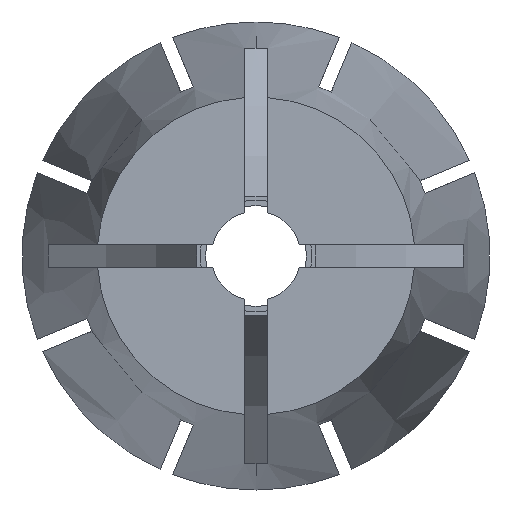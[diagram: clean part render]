
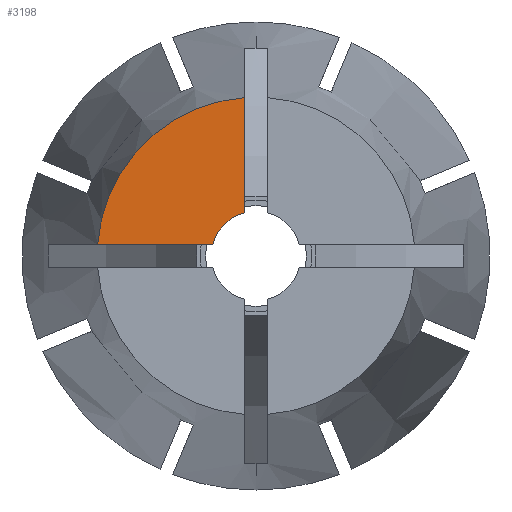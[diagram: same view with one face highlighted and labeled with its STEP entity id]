
A CAD part, left-side view. The second image highlights one B-rep face of the part: STEP entity #3198.
In plain terms, the highlighted planar face has unit normal (-1, 0, 0).
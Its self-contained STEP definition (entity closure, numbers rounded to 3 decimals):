
#3 = VERTEX_POINT ( 'NONE', #1063 ) ;
#59 = AXIS2_PLACEMENT_3D ( 'NONE', #1706, #1468, #1442 ) ;
#262 = CIRCLE ( 'NONE', #59, 2. ) ;
#460 = VECTOR ( 'NONE', #1411, 1000. ) ;
#478 = CARTESIAN_POINT ( 'NONE',  ( -31.5, 0.5, 0. ) ) ;
#708 = ORIENTED_EDGE ( 'NONE', *, *, #3872, .F. ) ;
#763 = ORIENTED_EDGE ( 'NONE', *, *, #1122, .T. ) ;
#931 = CARTESIAN_POINT ( 'NONE',  ( -31.5, 0., 0. ) ) ;
#1063 = CARTESIAN_POINT ( 'NONE',  ( -31.5, 0.5, 1.936 ) ) ;
#1068 = CARTESIAN_POINT ( 'NONE',  ( -31.5, 0.5, 7.073 ) ) ;
#1122 = EDGE_CURVE ( 'NONE', #3, #2892, #4050, .T. ) ;
#1137 = DIRECTION ( 'NONE',  ( 0., 0., 1. ) ) ;
#1211 = EDGE_CURVE ( 'NONE', #1475, #3, #262, .T. ) ;
#1258 = DIRECTION ( 'NONE',  ( 0., 0., -1. ) ) ;
#1334 = LINE ( 'NONE', #3045, #460 ) ;
#1400 = FACE_OUTER_BOUND ( 'NONE', #1829, .T. ) ;
#1411 = DIRECTION ( 'NONE',  ( 0., 1., 0. ) ) ;
#1442 = DIRECTION ( 'NONE',  ( 0., 0., -1. ) ) ;
#1468 = DIRECTION ( 'NONE',  ( 1., 0., 0. ) ) ;
#1475 = VERTEX_POINT ( 'NONE', #1498 ) ;
#1498 = CARTESIAN_POINT ( 'NONE',  ( -31.5, 1.936, 0.5 ) ) ;
#1537 = CARTESIAN_POINT ( 'NONE',  ( -31.5, -7.091, 0. ) ) ;
#1706 = CARTESIAN_POINT ( 'NONE',  ( -31.5, 0., 0. ) ) ;
#1829 = EDGE_LOOP ( 'NONE', ( #3494, #763, #1849, #708 ) ) ;
#1849 = ORIENTED_EDGE ( 'NONE', *, *, #2306, .F. ) ;
#1874 = PLANE ( 'NONE',  #3069 ) ;
#2206 = DIRECTION ( 'NONE',  ( 0., 0., 1. ) ) ;
#2306 = EDGE_CURVE ( 'NONE', #2439, #2892, #3215, .T. ) ;
#2422 = AXIS2_PLACEMENT_3D ( 'NONE', #931, #3223, #1258 ) ;
#2439 = VERTEX_POINT ( 'NONE', #2733 ) ;
#2733 = CARTESIAN_POINT ( 'NONE',  ( -31.5, 7.073, 0.5 ) ) ;
#2892 = VERTEX_POINT ( 'NONE', #1068 ) ;
#2960 = VECTOR ( 'NONE', #1137, 1000. ) ;
#3045 = CARTESIAN_POINT ( 'NONE',  ( -31.5, -7.091, 0.5 ) ) ;
#3069 = AXIS2_PLACEMENT_3D ( 'NONE', #1537, #4192, #2206 ) ;
#3198 = ADVANCED_FACE ( 'NONE', ( #1400 ), #1874, .T. ) ;
#3215 = CIRCLE ( 'NONE', #2422, 7.091 ) ;
#3223 = DIRECTION ( 'NONE',  ( 1., 0., 0. ) ) ;
#3494 = ORIENTED_EDGE ( 'NONE', *, *, #1211, .T. ) ;
#3872 = EDGE_CURVE ( 'NONE', #1475, #2439, #1334, .T. ) ;
#4050 = LINE ( 'NONE', #478, #2960 ) ;
#4192 = DIRECTION ( 'NONE',  ( -1., 0., 0. ) ) ;
